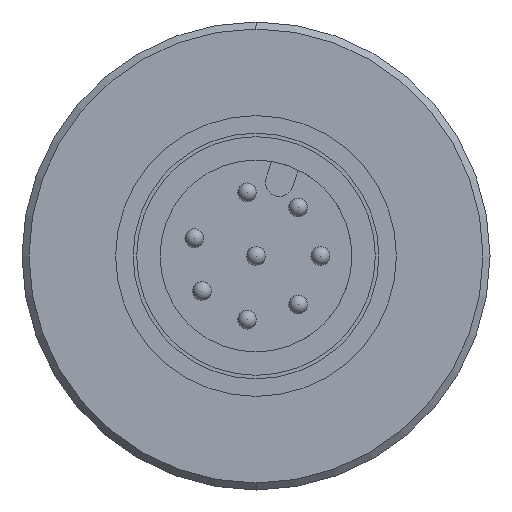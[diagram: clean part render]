
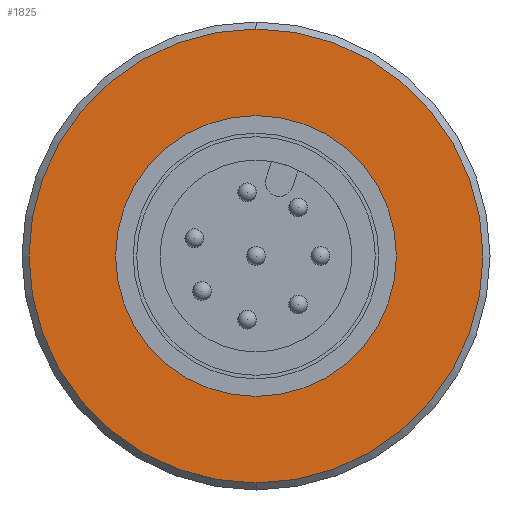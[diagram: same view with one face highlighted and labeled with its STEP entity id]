
A CAD part, front view. The second image highlights one B-rep face of the part: STEP entity #1825.
In plain terms, the highlighted planar face has unit normal (0, -1, 0).
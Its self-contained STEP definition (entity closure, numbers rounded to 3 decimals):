
#3 = CARTESIAN_POINT ( 'NONE',  ( 0., -28.05, -9.7 ) ) ;
#8 = DIRECTION ( 'NONE',  ( 0., 0., 1. ) ) ;
#19 = CARTESIAN_POINT ( 'NONE',  ( 0., -28.05, 5.5 ) ) ;
#35 = DIRECTION ( 'NONE',  ( 0., 1., 0. ) ) ;
#39 = FACE_OUTER_BOUND ( 'NONE', #2496, .T. ) ;
#53 = CARTESIAN_POINT ( 'NONE',  ( 0., -28.05, 0. ) ) ;
#172 = CARTESIAN_POINT ( 'NONE',  ( 0., -28.05, 0. ) ) ;
#173 = DIRECTION ( 'NONE',  ( 0., -1., 0. ) ) ;
#201 = AXIS2_PLACEMENT_3D ( 'NONE', #1496, #291, #1706 ) ;
#272 = CIRCLE ( 'NONE', #201, 9.7 ) ;
#291 = DIRECTION ( 'NONE',  ( 0., 1., 0. ) ) ;
#305 = PLANE ( 'NONE',  #1583 ) ;
#345 = VERTEX_POINT ( 'NONE', #19 ) ;
#375 = DIRECTION ( 'NONE',  ( 0., 0., 1. ) ) ;
#408 = EDGE_LOOP ( 'NONE', ( #1533, #1033 ) ) ;
#435 = EDGE_CURVE ( 'NONE', #1893, #2249, #810, .T. ) ;
#520 = CARTESIAN_POINT ( 'NONE',  ( 0., -28.05, 7.75 ) ) ;
#810 = CIRCLE ( 'NONE', #1636, 9.7 ) ;
#889 = AXIS2_PLACEMENT_3D ( 'NONE', #172, #1574, #375 ) ;
#975 = FACE_BOUND ( 'NONE', #408, .T. ) ;
#1033 = ORIENTED_EDGE ( 'NONE', *, *, #1399, .T. ) ;
#1038 = CIRCLE ( 'NONE', #889, 5.5 ) ;
#1063 = EDGE_CURVE ( 'NONE', #345, #1320, #2336, .T. ) ;
#1251 = ORIENTED_EDGE ( 'NONE', *, *, #435, .F. ) ;
#1320 = VERTEX_POINT ( 'NONE', #1967 ) ;
#1399 = EDGE_CURVE ( 'NONE', #1320, #345, #1038, .T. ) ;
#1405 = ORIENTED_EDGE ( 'NONE', *, *, #2169, .F. ) ;
#1496 = CARTESIAN_POINT ( 'NONE',  ( 0., -28.05, 0. ) ) ;
#1531 = CARTESIAN_POINT ( 'NONE',  ( 0., -28.05, 9.7 ) ) ;
#1533 = ORIENTED_EDGE ( 'NONE', *, *, #1063, .T. ) ;
#1574 = DIRECTION ( 'NONE',  ( 0., 1., 0. ) ) ;
#1576 = DIRECTION ( 'NONE',  ( 0., 0., -1. ) ) ;
#1583 = AXIS2_PLACEMENT_3D ( 'NONE', #520, #173, #1576 ) ;
#1636 = AXIS2_PLACEMENT_3D ( 'NONE', #2035, #1962, #2085 ) ;
#1706 = DIRECTION ( 'NONE',  ( 0., 0., -1. ) ) ;
#1825 = ADVANCED_FACE ( 'NONE', ( #39, #975 ), #305, .T. ) ;
#1893 = VERTEX_POINT ( 'NONE', #3 ) ;
#1962 = DIRECTION ( 'NONE',  ( 0., 1., 0. ) ) ;
#1967 = CARTESIAN_POINT ( 'NONE',  ( 0., -28.05, -5.5 ) ) ;
#2035 = CARTESIAN_POINT ( 'NONE',  ( 0., -28.05, 0. ) ) ;
#2085 = DIRECTION ( 'NONE',  ( 0., 0., -1. ) ) ;
#2169 = EDGE_CURVE ( 'NONE', #2249, #1893, #272, .T. ) ;
#2249 = VERTEX_POINT ( 'NONE', #1531 ) ;
#2300 = AXIS2_PLACEMENT_3D ( 'NONE', #53, #35, #8 ) ;
#2336 = CIRCLE ( 'NONE', #2300, 5.5 ) ;
#2496 = EDGE_LOOP ( 'NONE', ( #1251, #1405 ) ) ;
